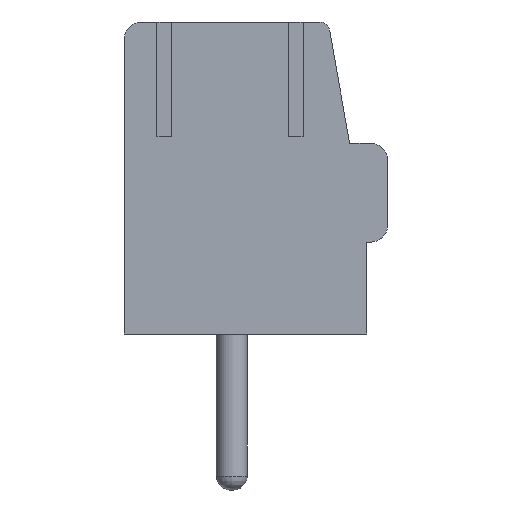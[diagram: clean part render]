
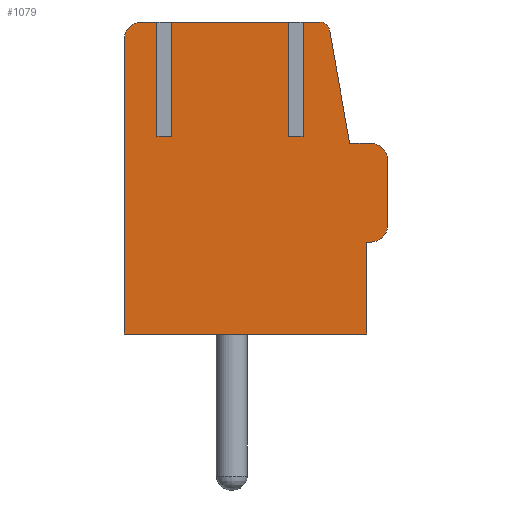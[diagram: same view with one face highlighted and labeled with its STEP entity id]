
A CAD part, left-side view. The second image highlights one B-rep face of the part: STEP entity #1079.
In plain terms, the highlighted planar face has unit normal (-1, 0, 0).
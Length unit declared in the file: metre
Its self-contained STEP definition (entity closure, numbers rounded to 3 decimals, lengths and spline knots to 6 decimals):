
#787 = EDGE_CURVE( '', #2327, #2328, #2329, .T. );
#889 = EDGE_CURVE( '', #2511, #2512, #2513, .T. );
#957 = EDGE_CURVE( '', #2379, #2630, #2631, .T. );
#1027 = EDGE_CURVE( '', #2745, #2746, #2747, .T. );
#1071 = EDGE_CURVE( '', #2502, #2812, #2813, .T. );
#1079 = ADVANCED_FACE( '', ( #2826 ), #2827, .T. );
#1123 = EDGE_CURVE( '', #2820, #2630, #2896, .T. );
#1323 = EDGE_CURVE( '', #3199, #3200, #3201, .T. );
#1333 = EDGE_CURVE( '', #2512, #2666, #3214, .T. );
#1441 = EDGE_CURVE( '', #2502, #3200, #3368, .T. );
#1485 = EDGE_CURVE( '', #3430, #2327, #3431, .T. );
#1573 = EDGE_CURVE( '', #3501, #3548, #3549, .T. );
#1737 = EDGE_CURVE( '', #3762, #3548, #3763, .T. );
#1797 = EDGE_CURVE( '', #2745, #2328, #3837, .T. );
#1857 = EDGE_CURVE( '', #3762, #3816, #3908, .T. );
#1921 = EDGE_CURVE( '', #2511, #3501, #3981, .T. );
#1951 = EDGE_CURVE( '', #2812, #2379, #4013, .T. );
#2047 = EDGE_CURVE( '', #3430, #2820, #4132, .T. );
#2091 = EDGE_CURVE( '', #2746, #3473, #4184, .T. );
#2093 = EDGE_CURVE( '', #2666, #3473, #4186, .T. );
#2305 = EDGE_CURVE( '', #3816, #3199, #4440, .T. );
#2327 = VERTEX_POINT( '', #4453 );
#2328 = VERTEX_POINT( '', #4454 );
#2329 = LINE( '', #4455, #4456 );
#2379 = VERTEX_POINT( '', #4520 );
#2502 = VERTEX_POINT( '', #4691 );
#2511 = VERTEX_POINT( '', #4704 );
#2512 = VERTEX_POINT( '', #4705 );
#2513 = LINE( '', #4706, #4707 );
#2630 = VERTEX_POINT( '', #4873 );
#2631 = LINE( '', #4874, #4875 );
#2666 = VERTEX_POINT( '', #4921 );
#2745 = VERTEX_POINT( '', #5033 );
#2746 = VERTEX_POINT( '', #5034 );
#2747 = LINE( '', #5035, #5036 );
#2812 = VERTEX_POINT( '', #5130 );
#2813 = LINE( '', #5131, #5132 );
#2820 = VERTEX_POINT( '', #5142 );
#2826 = FACE_OUTER_BOUND( '', #5151, .T. );
#2827 = PLANE( '', #5152 );
#2896 = LINE( '', #5246, #5247 );
#3199 = VERTEX_POINT( '', #5697 );
#3200 = VERTEX_POINT( '', #5698 );
#3201 = LINE( '', #5699, #5700 );
#3214 = LINE( '', #5716, #5717 );
#3368 = LINE( '', #5935, #5936 );
#3430 = VERTEX_POINT( '', #6052 );
#3431 = LINE( '', #6053, #6054 );
#3473 = VERTEX_POINT( '', #6119 );
#3501 = VERTEX_POINT( '', #6162 );
#3548 = VERTEX_POINT( '', #6237 );
#3549 = CIRCLE( '', #6238, 0.0005 );
#3762 = VERTEX_POINT( '', #6590 );
#3763 = LINE( '', #6591, #6592 );
#3816 = VERTEX_POINT( '', #6678 );
#3837 = CIRCLE( '', #6711, 0.0005 );
#3908 = LINE( '', #6822, #6823 );
#3981 = LINE( '', #6995, #6996 );
#4013 = LINE( '', #7052, #7053 );
#4132 = CIRCLE( '', #7258, 0.0003 );
#4184 = CIRCLE( '', #7339, 0.0005 );
#4186 = LINE( '', #7342, #7343 );
#4440 = LINE( '', #7770, #7771 );
#4453 = CARTESIAN_POINT( '', ( -0.003491, -0.002688, 0.005508 ) );
#4454 = CARTESIAN_POINT( '', ( -0.003491, -0.003288, 0.005508 ) );
#4455 = CARTESIAN_POINT( '', ( -0.003491, -0.001588, 0.005508 ) );
#4456 = VECTOR( '', #7783, 1. );
#4520 = CARTESIAN_POINT( '', ( -0.003491, -0.001345, 0.005708 ) );
#4691 = CARTESIAN_POINT( '', ( -0.003491, -0.000931, 0.009008 ) );
#4704 = CARTESIAN_POINT( '', ( -0.003491, 0.003812, 0.000008 ) );
#4705 = CARTESIAN_POINT( '', ( -0.003491, -0.003188, 0.000008 ) );
#4706 = CARTESIAN_POINT( '', ( -0.003491, -0.001588, 0.000008 ) );
#4707 = VECTOR( '', #7946, 1. );
#4873 = CARTESIAN_POINT( '', ( -0.003491, -0.001345, 0.009008 ) );
#4874 = CARTESIAN_POINT( '', ( -0.003491, -0.001345, 0.003796 ) );
#4875 = VECTOR( '', #8039, 1. );
#4921 = CARTESIAN_POINT( '', ( -0.003491, -0.003188, 0.002658 ) );
#5033 = CARTESIAN_POINT( '', ( -0.003491, -0.003788, 0.005008 ) );
#5034 = CARTESIAN_POINT( '', ( -0.003491, -0.003788, 0.003158 ) );
#5035 = CARTESIAN_POINT( '', ( -0.003491, -0.003788, 0.003796 ) );
#5036 = VECTOR( '', #8171, 1. );
#5130 = CARTESIAN_POINT( '', ( -0.003491, -0.000931, 0.005708 ) );
#5131 = CARTESIAN_POINT( '', ( -0.003491, -0.000931, 0.003796 ) );
#5132 = VECTOR( '', #8236, 1. );
#5142 = CARTESIAN_POINT( '', ( -0.003491, -0.001819, 0.009008 ) );
#5151 = EDGE_LOOP( '', ( #8241, #8242, #8243, #8244, #8245, #8246, #8247, #8248, #8249, #8250, #8251, #8252, #8253, #8254, #8255, #8256, #8257, #8258, #8259, #8260 ) );
#5152 = AXIS2_PLACEMENT_3D( '', #8261, #8262, #8263 );
#5246 = CARTESIAN_POINT( '', ( -0.003491, -0.001588, 0.009008 ) );
#5247 = VECTOR( '', #8358, 1. );
#5697 = CARTESIAN_POINT( '', ( -0.003491, 0.002455, 0.005708 ) );
#5698 = CARTESIAN_POINT( '', ( -0.003491, 0.002455, 0.009008 ) );
#5699 = CARTESIAN_POINT( '', ( -0.003491, 0.002455, 0.003796 ) );
#5700 = VECTOR( '', #8761, 1. );
#5716 = CARTESIAN_POINT( '', ( -0.003491, -0.003188, 0.003796 ) );
#5717 = VECTOR( '', #8790, 1. );
#5935 = CARTESIAN_POINT( '', ( -0.003491, -0.001588, 0.009008 ) );
#5936 = VECTOR( '', #8993, 1. );
#6052 = CARTESIAN_POINT( '', ( -0.003491, -0.002115, 0.00876 ) );
#6053 = CARTESIAN_POINT( '', ( -0.003491, -0.00299, 0.003796 ) );
#6054 = VECTOR( '', #9071, 1. );
#6119 = CARTESIAN_POINT( '', ( -0.003491, -0.003288, 0.002658 ) );
#6162 = CARTESIAN_POINT( '', ( -0.003491, 0.003812, 0.008508 ) );
#6237 = CARTESIAN_POINT( '', ( -0.003491, 0.003312, 0.009008 ) );
#6238 = AXIS2_PLACEMENT_3D( '', #9183, #9184, #9185 );
#6590 = CARTESIAN_POINT( '', ( -0.003491, 0.002869, 0.009008 ) );
#6591 = CARTESIAN_POINT( '', ( -0.003491, -0.001588, 0.009008 ) );
#6592 = VECTOR( '', #9427, 1. );
#6678 = CARTESIAN_POINT( '', ( -0.003491, 0.002869, 0.005708 ) );
#6711 = AXIS2_PLACEMENT_3D( '', #9513, #9514, #9515 );
#6822 = CARTESIAN_POINT( '', ( -0.003491, 0.002869, 0.003796 ) );
#6823 = VECTOR( '', #9628, 1. );
#6995 = CARTESIAN_POINT( '', ( -0.003491, 0.003812, 0.003796 ) );
#6996 = VECTOR( '', #9714, 1. );
#7052 = CARTESIAN_POINT( '', ( -0.003491, -0.001588, 0.005708 ) );
#7053 = VECTOR( '', #9745, 1. );
#7258 = AXIS2_PLACEMENT_3D( '', #9975, #9976, #9977 );
#7339 = AXIS2_PLACEMENT_3D( '', #10048, #10049, #10050 );
#7342 = CARTESIAN_POINT( '', ( -0.003491, -0.001588, 0.002658 ) );
#7343 = VECTOR( '', #10051, 1. );
#7770 = CARTESIAN_POINT( '', ( -0.003491, -0.001588, 0.005708 ) );
#7771 = VECTOR( '', #10484, 1. );
#7783 = DIRECTION( '', ( 0., -1., 0. ) );
#7946 = DIRECTION( '', ( 0., -1., 0. ) );
#8039 = DIRECTION( '', ( 0., 0., 1. ) );
#8171 = DIRECTION( '', ( 0., 0., -1. ) );
#8236 = DIRECTION( '', ( 0., 0., -1. ) );
#8241 = ORIENTED_EDGE( '', *, *, #1123, .T. );
#8242 = ORIENTED_EDGE( '', *, *, #957, .F. );
#8243 = ORIENTED_EDGE( '', *, *, #1951, .F. );
#8244 = ORIENTED_EDGE( '', *, *, #1071, .F. );
#8245 = ORIENTED_EDGE( '', *, *, #1441, .T. );
#8246 = ORIENTED_EDGE( '', *, *, #1323, .F. );
#8247 = ORIENTED_EDGE( '', *, *, #2305, .F. );
#8248 = ORIENTED_EDGE( '', *, *, #1857, .F. );
#8249 = ORIENTED_EDGE( '', *, *, #1737, .T. );
#8250 = ORIENTED_EDGE( '', *, *, #1573, .F. );
#8251 = ORIENTED_EDGE( '', *, *, #1921, .F. );
#8252 = ORIENTED_EDGE( '', *, *, #889, .T. );
#8253 = ORIENTED_EDGE( '', *, *, #1333, .T. );
#8254 = ORIENTED_EDGE( '', *, *, #2093, .T. );
#8255 = ORIENTED_EDGE( '', *, *, #2091, .F. );
#8256 = ORIENTED_EDGE( '', *, *, #1027, .F. );
#8257 = ORIENTED_EDGE( '', *, *, #1797, .T. );
#8258 = ORIENTED_EDGE( '', *, *, #787, .F. );
#8259 = ORIENTED_EDGE( '', *, *, #1485, .F. );
#8260 = ORIENTED_EDGE( '', *, *, #2047, .T. );
#8261 = CARTESIAN_POINT( '', ( -0.003491, -0.003145, 0.00251 ) );
#8262 = DIRECTION( '', ( -1., 0., 0. ) );
#8263 = DIRECTION( '', ( 0., 1., 0. ) );
#8358 = DIRECTION( '', ( 0., 1., 0. ) );
#8761 = DIRECTION( '', ( 0., 0., 1. ) );
#8790 = DIRECTION( '', ( 0., 0., 1. ) );
#8993 = DIRECTION( '', ( 0., 1., 0. ) );
#9071 = DIRECTION( '', ( 0., -0.174, -0.985 ) );
#9183 = CARTESIAN_POINT( '', ( -0.003491, 0.003312, 0.008508 ) );
#9184 = DIRECTION( '', ( 1., 0., 0. ) );
#9185 = DIRECTION( '', ( 0., 0., -1. ) );
#9427 = DIRECTION( '', ( 0., 1., 0. ) );
#9513 = CARTESIAN_POINT( '', ( -0.003491, -0.003288, 0.005008 ) );
#9514 = DIRECTION( '', ( -1., 0., 0. ) );
#9515 = DIRECTION( '', ( 0., 0., 1. ) );
#9628 = DIRECTION( '', ( 0., 0., -1. ) );
#9714 = DIRECTION( '', ( 0., 0., 1. ) );
#9745 = DIRECTION( '', ( 0., -1., 0. ) );
#9975 = CARTESIAN_POINT( '', ( -0.003491, -0.001819, 0.008708 ) );
#9976 = DIRECTION( '', ( -1., 0., 0. ) );
#9977 = DIRECTION( '', ( 0., 0., 1. ) );
#10048 = CARTESIAN_POINT( '', ( -0.003491, -0.003288, 0.003158 ) );
#10049 = DIRECTION( '', ( 1., 0., 0. ) );
#10050 = DIRECTION( '', ( 0., 0., -1. ) );
#10051 = DIRECTION( '', ( 0., -1., 0. ) );
#10484 = DIRECTION( '', ( 0., -1., 0. ) );
